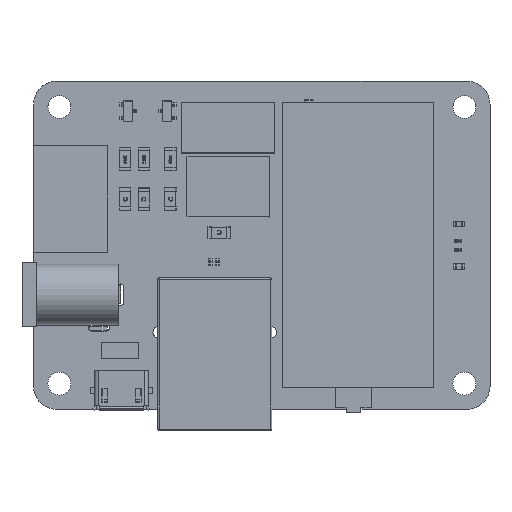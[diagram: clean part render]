
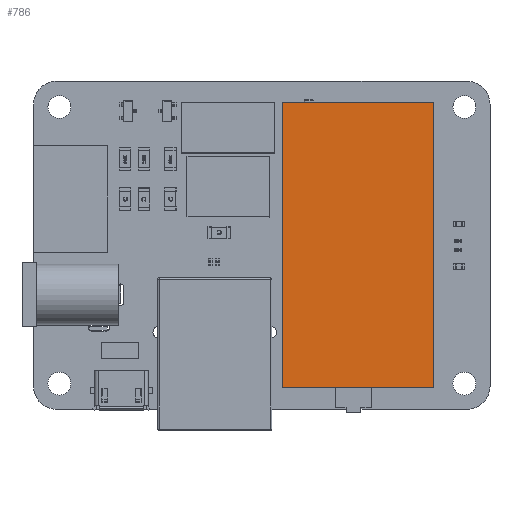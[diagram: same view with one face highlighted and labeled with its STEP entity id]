
A CAD part, top view. The second image highlights one B-rep face of the part: STEP entity #786.
In plain terms, the highlighted planar face has unit normal (0, 0, 1).
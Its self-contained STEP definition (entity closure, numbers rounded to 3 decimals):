
#657 = VERTEX_POINT('',#658);
#658 = CARTESIAN_POINT('',(34.9,3.,9.3
    ));
#664 = EDGE_CURVE('',#657,#665,#667,.T.);
#665 = VERTEX_POINT('',#666);
#666 = CARTESIAN_POINT('',(56.1,3.,9.3
    ));
#667 = LINE('',#668,#669);
#668 = CARTESIAN_POINT('',(34.9,3.,9.3
    ));
#669 = VECTOR('',#670,1.);
#670 = DIRECTION('',(1.,0.,0.));
#695 = EDGE_CURVE('',#665,#696,#698,.T.);
#696 = VERTEX_POINT('',#697);
#697 = CARTESIAN_POINT('',(56.1,43.,
    9.3));
#698 = LINE('',#699,#700);
#699 = CARTESIAN_POINT('',(56.1,3.,9.3
    ));
#700 = VECTOR('',#701,1.);
#701 = DIRECTION('',(0.,1.,0.));
#726 = EDGE_CURVE('',#696,#727,#729,.T.);
#727 = VERTEX_POINT('',#728);
#728 = CARTESIAN_POINT('',(34.9,43.,
    9.3));
#729 = LINE('',#730,#731);
#730 = CARTESIAN_POINT('',(56.1,43.,
    9.3));
#731 = VECTOR('',#732,1.);
#732 = DIRECTION('',(-1.,0.,0.));
#757 = EDGE_CURVE('',#727,#657,#758,.T.);
#758 = LINE('',#759,#760);
#759 = CARTESIAN_POINT('',(34.9,43.,
    9.3));
#760 = VECTOR('',#761,1.);
#761 = DIRECTION('',(0.,-1.,0.));
#786 = ADVANCED_FACE('',(#787),#793,.F.);
#787 = FACE_BOUND('',#788,.T.);
#788 = EDGE_LOOP('',(#789,#790,#791,#792));
#789 = ORIENTED_EDGE('',*,*,#664,.T.);
#790 = ORIENTED_EDGE('',*,*,#695,.T.);
#791 = ORIENTED_EDGE('',*,*,#726,.T.);
#792 = ORIENTED_EDGE('',*,*,#757,.T.);
#793 = PLANE('',#794);
#794 = AXIS2_PLACEMENT_3D('',#795,#796,#797);
#795 = CARTESIAN_POINT('',(34.9,3.,9.3
    ));
#796 = DIRECTION('',(0.,0.,-1.));
#797 = DIRECTION('',(-1.,0.,0.));
